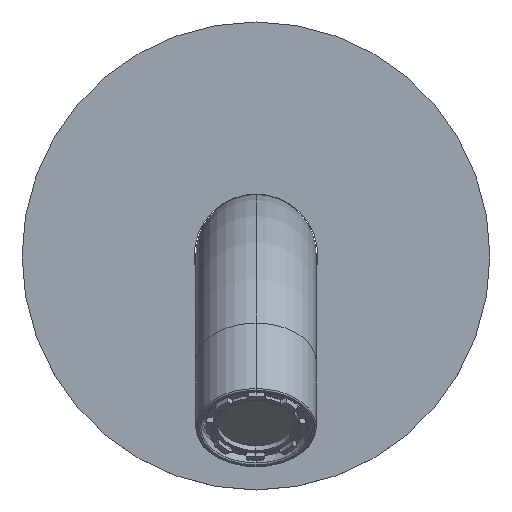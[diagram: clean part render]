
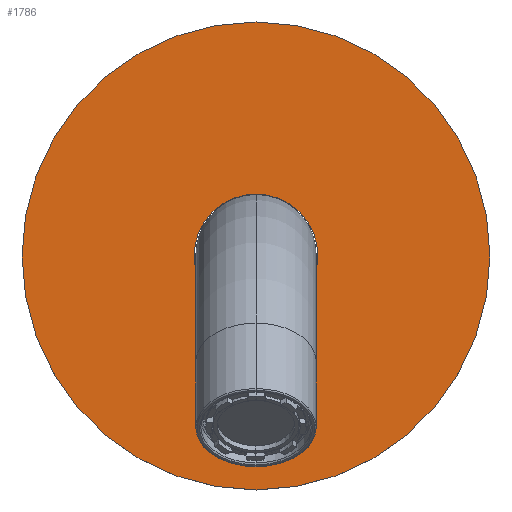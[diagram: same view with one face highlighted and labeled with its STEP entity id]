
A CAD part, top view. The second image highlights one B-rep face of the part: STEP entity #1786.
In plain terms, the highlighted planar face has unit normal (0, 0, 1).
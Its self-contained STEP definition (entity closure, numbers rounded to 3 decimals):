
#74 = EDGE_CURVE ( 'NONE', #1764, #2569, #1711, .T. ) ;
#339 = DIRECTION ( 'NONE',  ( 0., 0., 1. ) ) ;
#350 = DIRECTION ( 'NONE',  ( 1., 0., 0. ) ) ;
#461 = VERTEX_POINT ( 'NONE', #1544 ) ;
#882 = ORIENTED_EDGE ( 'NONE', *, *, #3405, .T. ) ;
#1228 = DIRECTION ( 'NONE',  ( 1., 0., 0. ) ) ;
#1257 = CIRCLE ( 'NONE', #1575, 35. ) ;
#1309 = FACE_OUTER_BOUND ( 'NONE', #4836, .T. ) ;
#1410 = FACE_BOUND ( 'NONE', #3495, .T. ) ;
#1433 = CARTESIAN_POINT ( 'NONE',  ( 35., 0., 4. ) ) ;
#1434 = CARTESIAN_POINT ( 'NONE',  ( 0., 0., 4. ) ) ;
#1493 = AXIS2_PLACEMENT_3D ( 'NONE', #1838, #339, #3349 ) ;
#1523 = PLANE ( 'NONE',  #4747 ) ;
#1534 = DIRECTION ( 'NONE',  ( 0., 0., 1. ) ) ;
#1544 = CARTESIAN_POINT ( 'NONE',  ( -9.25, 0., 4. ) ) ;
#1575 = AXIS2_PLACEMENT_3D ( 'NONE', #4408, #4939, #4916 ) ;
#1711 = CIRCLE ( 'NONE', #1493, 35. ) ;
#1764 = VERTEX_POINT ( 'NONE', #3894 ) ;
#1779 = ORIENTED_EDGE ( 'NONE', *, *, #3698, .F. ) ;
#1786 = ADVANCED_FACE ( 'NONE', ( #1410, #1309 ), #1523, .T. ) ;
#1838 = CARTESIAN_POINT ( 'NONE',  ( 0., 0., 4. ) ) ;
#1889 = CIRCLE ( 'NONE', #2750, 9.25 ) ;
#2237 = CARTESIAN_POINT ( 'NONE',  ( 0., 0., 4. ) ) ;
#2508 = VERTEX_POINT ( 'NONE', #4507 ) ;
#2530 = CARTESIAN_POINT ( 'NONE',  ( 0., 0., 4. ) ) ;
#2564 = CIRCLE ( 'NONE', #4745, 9.25 ) ;
#2569 = VERTEX_POINT ( 'NONE', #1433 ) ;
#2693 = EDGE_CURVE ( 'NONE', #461, #2508, #2564, .T. ) ;
#2726 = DIRECTION ( 'NONE',  ( 1., 0., 0. ) ) ;
#2750 = AXIS2_PLACEMENT_3D ( 'NONE', #2237, #3762, #350 ) ;
#2755 = DIRECTION ( 'NONE',  ( 0., 0., 1. ) ) ;
#3180 = ORIENTED_EDGE ( 'NONE', *, *, #74, .T. ) ;
#3349 = DIRECTION ( 'NONE',  ( 1., 0., 0. ) ) ;
#3405 = EDGE_CURVE ( 'NONE', #2569, #1764, #1257, .T. ) ;
#3473 = ORIENTED_EDGE ( 'NONE', *, *, #2693, .F. ) ;
#3495 = EDGE_LOOP ( 'NONE', ( #3473, #1779 ) ) ;
#3698 = EDGE_CURVE ( 'NONE', #2508, #461, #1889, .T. ) ;
#3762 = DIRECTION ( 'NONE',  ( 0., 0., 1. ) ) ;
#3894 = CARTESIAN_POINT ( 'NONE',  ( -35., 0., 4. ) ) ;
#4408 = CARTESIAN_POINT ( 'NONE',  ( 0., 0., 4. ) ) ;
#4507 = CARTESIAN_POINT ( 'NONE',  ( 9.25, 0., 4. ) ) ;
#4745 = AXIS2_PLACEMENT_3D ( 'NONE', #2530, #2755, #2726 ) ;
#4747 = AXIS2_PLACEMENT_3D ( 'NONE', #1434, #1534, #1228 ) ;
#4836 = EDGE_LOOP ( 'NONE', ( #882, #3180 ) ) ;
#4916 = DIRECTION ( 'NONE',  ( 1., 0., 0. ) ) ;
#4939 = DIRECTION ( 'NONE',  ( 0., 0., 1. ) ) ;
